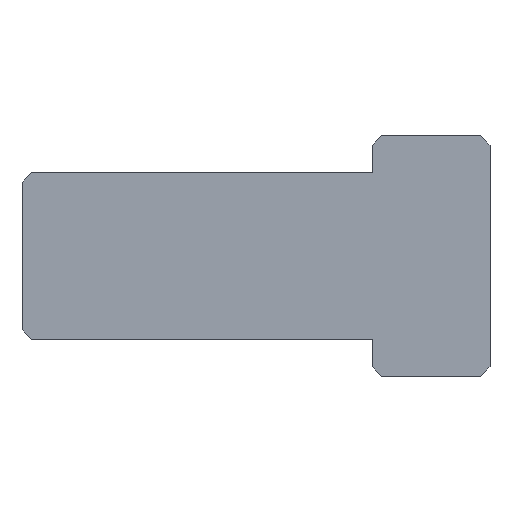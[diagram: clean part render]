
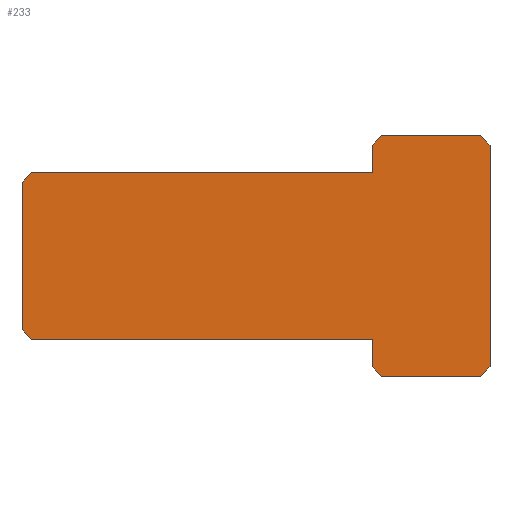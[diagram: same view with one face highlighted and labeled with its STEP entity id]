
A CAD part, front view. The second image highlights one B-rep face of the part: STEP entity #233.
In plain terms, the highlighted planar face has unit normal (0, -1, 0).
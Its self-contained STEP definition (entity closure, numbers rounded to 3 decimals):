
#3 = CARTESIAN_POINT ( 'NONE',  ( 43., 0., -24. ) ) ;
#7 = CARTESIAN_POINT ( 'NONE',  ( 43., 0., 24. ) ) ;
#8 = ORIENTED_EDGE ( 'NONE', *, *, #1128, .T. ) ;
#14 = DIRECTION ( 'NONE',  ( 0., 0., 1. ) ) ;
#17 = ORIENTED_EDGE ( 'NONE', *, *, #509, .T. ) ;
#19 = LINE ( 'NONE', #934, #1230 ) ;
#29 = CARTESIAN_POINT ( 'NONE',  ( -58.25, 0., -16. ) ) ;
#39 = ORIENTED_EDGE ( 'NONE', *, *, #395, .F. ) ;
#40 = DIRECTION ( 'NONE',  ( 0.707, 0., 0.707 ) ) ;
#49 = CARTESIAN_POINT ( 'NONE',  ( 19.54, 0., -26. ) ) ;
#52 = VERTEX_POINT ( 'NONE', #1337 ) ;
#65 = CARTESIAN_POINT ( 'NONE',  ( 41., 0., -26. ) ) ;
#111 = ORIENTED_EDGE ( 'NONE', *, *, #285, .F. ) ;
#112 = VECTOR ( 'NONE', #1292, 1000. ) ;
#122 = LINE ( 'NONE', #29, #658 ) ;
#130 = DIRECTION ( 'NONE',  ( 0., 0., -1. ) ) ;
#138 = VECTOR ( 'NONE', #447, 1000. ) ;
#153 = CARTESIAN_POINT ( 'NONE',  ( 17.54, 0., -26. ) ) ;
#162 = CARTESIAN_POINT ( 'NONE',  ( 17.54, 0., 24. ) ) ;
#169 = ORIENTED_EDGE ( 'NONE', *, *, #734, .F. ) ;
#172 = EDGE_CURVE ( 'NONE', #937, #1163, #792, .T. ) ;
#173 = LINE ( 'NONE', #1181, #324 ) ;
#174 = EDGE_CURVE ( 'NONE', #1219, #937, #906, .T. ) ;
#185 = VECTOR ( 'NONE', #1118, 1000. ) ;
#216 = CARTESIAN_POINT ( 'NONE',  ( 17.54, 0., -18. ) ) ;
#217 = DIRECTION ( 'NONE',  ( 0., 0., 1. ) ) ;
#218 = LINE ( 'NONE', #1249, #728 ) ;
#220 = ORIENTED_EDGE ( 'NONE', *, *, #371, .T. ) ;
#233 = ADVANCED_FACE ( 'NONE', ( #557 ), #440, .F. ) ;
#285 = EDGE_CURVE ( 'NONE', #691, #1274, #1261, .T. ) ;
#295 = VECTOR ( 'NONE', #902, 1000. ) ;
#316 = CARTESIAN_POINT ( 'NONE',  ( 41., 0., 26. ) ) ;
#324 = VECTOR ( 'NONE', #1173, 1000. ) ;
#346 = DIRECTION ( 'NONE',  ( 0.707, 0., -0.707 ) ) ;
#371 = EDGE_CURVE ( 'NONE', #1399, #836, #19, .T. ) ;
#384 = CARTESIAN_POINT ( 'NONE',  ( 17.54, 0., -24. ) ) ;
#395 = EDGE_CURVE ( 'NONE', #1219, #851, #173, .T. ) ;
#424 = AXIS2_PLACEMENT_3D ( 'NONE', #688, #1351, #217 ) ;
#425 = VERTEX_POINT ( 'NONE', #65 ) ;
#430 = LINE ( 'NONE', #316, #914 ) ;
#440 = PLANE ( 'NONE',  #424 ) ;
#447 = DIRECTION ( 'NONE',  ( -0.707, 0., -0.707 ) ) ;
#448 = CARTESIAN_POINT ( 'NONE',  ( 0., 0., 18. ) ) ;
#462 = VERTEX_POINT ( 'NONE', #49 ) ;
#463 = DIRECTION ( 'NONE',  ( -1., 0., 0. ) ) ;
#468 = DIRECTION ( 'NONE',  ( -0.707, 0., -0.707 ) ) ;
#473 = ORIENTED_EDGE ( 'NONE', *, *, #1229, .T. ) ;
#494 = LINE ( 'NONE', #384, #112 ) ;
#506 = ORIENTED_EDGE ( 'NONE', *, *, #1021, .T. ) ;
#509 = EDGE_CURVE ( 'NONE', #425, #1274, #732, .T. ) ;
#523 = EDGE_CURVE ( 'NONE', #939, #462, #494, .T. ) ;
#557 = FACE_OUTER_BOUND ( 'NONE', #1298, .T. ) ;
#582 = VECTOR ( 'NONE', #14, 1000. ) ;
#606 = VECTOR ( 'NONE', #1004, 1000. ) ;
#610 = DIRECTION ( 'NONE',  ( 0., 0., 1. ) ) ;
#652 = LINE ( 'NONE', #791, #606 ) ;
#658 = VECTOR ( 'NONE', #346, 1000. ) ;
#680 = LINE ( 'NONE', #448, #295 ) ;
#685 = CARTESIAN_POINT ( 'NONE',  ( 17.54, 0., 18. ) ) ;
#688 = CARTESIAN_POINT ( 'NONE',  ( 0., 0., 0. ) ) ;
#691 = VERTEX_POINT ( 'NONE', #7 ) ;
#701 = CARTESIAN_POINT ( 'NONE',  ( 19.54, 0., 26. ) ) ;
#706 = ORIENTED_EDGE ( 'NONE', *, *, #174, .T. ) ;
#709 = EDGE_CURVE ( 'NONE', #1047, #1300, #218, .T. ) ;
#714 = VECTOR ( 'NONE', #40, 1000. ) ;
#720 = ORIENTED_EDGE ( 'NONE', *, *, #172, .T. ) ;
#723 = CARTESIAN_POINT ( 'NONE',  ( 43., 0., -24. ) ) ;
#728 = VECTOR ( 'NONE', #463, 1000. ) ;
#732 = LINE ( 'NONE', #723, #714 ) ;
#734 = EDGE_CURVE ( 'NONE', #1399, #1163, #680, .T. ) ;
#778 = DIRECTION ( 'NONE',  ( -0.707, 0., 0.707 ) ) ;
#791 = CARTESIAN_POINT ( 'NONE',  ( 17.54, 0., -26. ) ) ;
#792 = LINE ( 'NONE', #1022, #185 ) ;
#821 = EDGE_CURVE ( 'NONE', #939, #1047, #942, .T. ) ;
#836 = VERTEX_POINT ( 'NONE', #1182 ) ;
#851 = VERTEX_POINT ( 'NONE', #965 ) ;
#902 = DIRECTION ( 'NONE',  ( 1., 0., 0. ) ) ;
#906 = LINE ( 'NONE', #1124, #138 ) ;
#914 = VECTOR ( 'NONE', #778, 1000. ) ;
#934 = CARTESIAN_POINT ( 'NONE',  ( -56.25, 0., 18. ) ) ;
#937 = VERTEX_POINT ( 'NONE', #162 ) ;
#939 = VERTEX_POINT ( 'NONE', #1066 ) ;
#942 = LINE ( 'NONE', #153, #1390 ) ;
#965 = CARTESIAN_POINT ( 'NONE',  ( 41., 0., 26. ) ) ;
#1004 = DIRECTION ( 'NONE',  ( 1., 0., 0. ) ) ;
#1021 = EDGE_CURVE ( 'NONE', #462, #425, #652, .T. ) ;
#1022 = CARTESIAN_POINT ( 'NONE',  ( 17.54, 0., 26. ) ) ;
#1024 = ORIENTED_EDGE ( 'NONE', *, *, #709, .F. ) ;
#1037 = CARTESIAN_POINT ( 'NONE',  ( -58.25, 0., 0. ) ) ;
#1047 = VERTEX_POINT ( 'NONE', #216 ) ;
#1066 = CARTESIAN_POINT ( 'NONE',  ( 17.54, 0., -24. ) ) ;
#1076 = ORIENTED_EDGE ( 'NONE', *, *, #523, .T. ) ;
#1118 = DIRECTION ( 'NONE',  ( 0., 0., -1. ) ) ;
#1124 = CARTESIAN_POINT ( 'NONE',  ( 19.54, 0., 26. ) ) ;
#1128 = EDGE_CURVE ( 'NONE', #691, #851, #430, .T. ) ;
#1163 = VERTEX_POINT ( 'NONE', #685 ) ;
#1173 = DIRECTION ( 'NONE',  ( 1., 0., 0. ) ) ;
#1181 = CARTESIAN_POINT ( 'NONE',  ( 17.54, 0., 26. ) ) ;
#1182 = CARTESIAN_POINT ( 'NONE',  ( -58.25, 0., 16. ) ) ;
#1201 = CARTESIAN_POINT ( 'NONE',  ( -56.25, 0., -18. ) ) ;
#1219 = VERTEX_POINT ( 'NONE', #701 ) ;
#1229 = EDGE_CURVE ( 'NONE', #52, #1300, #122, .T. ) ;
#1230 = VECTOR ( 'NONE', #468, 1000. ) ;
#1231 = CARTESIAN_POINT ( 'NONE',  ( -56.25, 0., 18. ) ) ;
#1249 = CARTESIAN_POINT ( 'NONE',  ( 0., 0., -18. ) ) ;
#1255 = LINE ( 'NONE', #1037, #582 ) ;
#1261 = LINE ( 'NONE', #1356, #1397 ) ;
#1274 = VERTEX_POINT ( 'NONE', #3 ) ;
#1283 = EDGE_CURVE ( 'NONE', #52, #836, #1255, .T. ) ;
#1292 = DIRECTION ( 'NONE',  ( 0.707, 0., -0.707 ) ) ;
#1298 = EDGE_LOOP ( 'NONE', ( #1400, #473, #1024, #1353, #1076, #506, #17, #111, #8, #39, #706, #720, #169, #220 ) ) ;
#1300 = VERTEX_POINT ( 'NONE', #1201 ) ;
#1337 = CARTESIAN_POINT ( 'NONE',  ( -58.25, 0., -16. ) ) ;
#1351 = DIRECTION ( 'NONE',  ( 0., 1., 0. ) ) ;
#1353 = ORIENTED_EDGE ( 'NONE', *, *, #821, .F. ) ;
#1356 = CARTESIAN_POINT ( 'NONE',  ( 43., 0., 0. ) ) ;
#1390 = VECTOR ( 'NONE', #610, 1000. ) ;
#1397 = VECTOR ( 'NONE', #130, 1000. ) ;
#1399 = VERTEX_POINT ( 'NONE', #1231 ) ;
#1400 = ORIENTED_EDGE ( 'NONE', *, *, #1283, .F. ) ;
